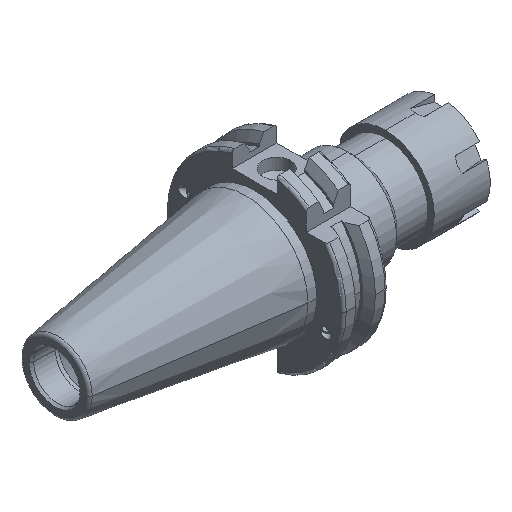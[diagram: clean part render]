
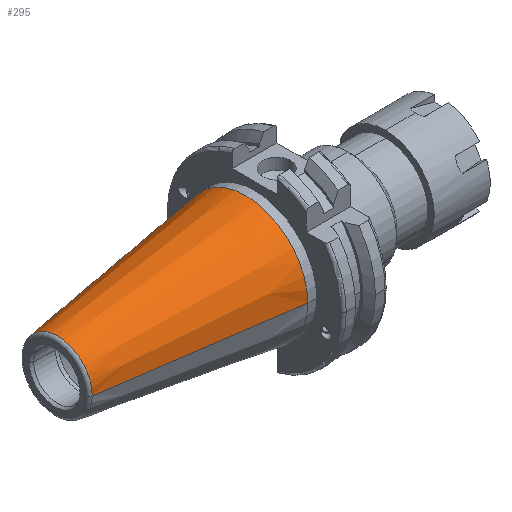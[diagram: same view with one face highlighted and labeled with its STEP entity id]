
A CAD part, isometric view. The second image highlights one B-rep face of the part: STEP entity #295.
In plain terms, the highlighted conical face has half-angle 8.297 degrees and reference radius 22.225 mm.
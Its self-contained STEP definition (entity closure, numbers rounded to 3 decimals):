
#228 = VERTEX_POINT ( 'NONE', #4887 ) ;
#263 = VERTEX_POINT ( 'NONE', #4929 ) ;
#269 = VERTEX_POINT ( 'NONE', #4920 ) ;
#271 = ORIENTED_EDGE ( 'NONE', *, *, #298, .T. ) ;
#276 = ORIENTED_EDGE ( 'NONE', *, *, #277, .T. ) ;
#277 = EDGE_CURVE ( 'NONE', #269, #291, #4966, .T. ) ;
#284 = ORIENTED_EDGE ( 'NONE', *, *, #286, .F. ) ;
#286 = EDGE_CURVE ( 'NONE', #269, #263, #4956, .T. ) ;
#288 = EDGE_LOOP ( 'NONE', ( #284, #276, #271, #382 ) ) ;
#291 = VERTEX_POINT ( 'NONE', #4945 ) ;
#295 = ADVANCED_FACE ( 'NONE', ( #5003 ), #5002, .T. ) ;
#298 = EDGE_CURVE ( 'NONE', #291, #228, #4993, .T. ) ;
#376 = EDGE_CURVE ( 'NONE', #263, #228, #5123, .T. ) ;
#382 = ORIENTED_EDGE ( 'NONE', *, *, #376, .F. ) ;
#4887 = CARTESIAN_POINT ( 'NONE',  ( 9.9, 22.225, 0. ) ) ;
#4920 = CARTESIAN_POINT ( 'NONE',  ( -57.473, -12.4, 0. ) ) ;
#4929 = CARTESIAN_POINT ( 'NONE',  ( -57.473, 12.4, 0. ) ) ;
#4945 = CARTESIAN_POINT ( 'NONE',  ( 9.9, -22.225, 0. ) ) ;
#4952 = DIRECTION ( 'NONE',  ( 0., -1., 0. ) ) ;
#4953 = DIRECTION ( 'NONE',  ( -1., 0., 0. ) ) ;
#4954 = CARTESIAN_POINT ( 'NONE',  ( -57.473, 0., 0. ) ) ;
#4955 = AXIS2_PLACEMENT_3D ( 'NONE', #4954, #4953, #4952 ) ;
#4956 = CIRCLE ( 'NONE', #4955, 12.4 ) ;
#4963 = DIRECTION ( 'NONE',  ( 0.99, -0.144, 0. ) ) ;
#4964 = VECTOR ( 'NONE', #4963, 1000. ) ;
#4965 = CARTESIAN_POINT ( 'NONE',  ( 9.9, -22.225, 0. ) ) ;
#4966 = LINE ( 'NONE', #4965, #4964 ) ;
#4989 = DIRECTION ( 'NONE',  ( 0., -1., 0. ) ) ;
#4990 = DIRECTION ( 'NONE',  ( -1., 0., 0. ) ) ;
#4991 = CARTESIAN_POINT ( 'NONE',  ( 9.9, 0., 0. ) ) ;
#4992 = AXIS2_PLACEMENT_3D ( 'NONE', #4991, #4990, #4989 ) ;
#4993 = CIRCLE ( 'NONE', #4992, 22.225 ) ;
#4998 = DIRECTION ( 'NONE',  ( 0., 1., 0. ) ) ;
#4999 = DIRECTION ( 'NONE',  ( 1., 0., 0. ) ) ;
#5000 = CARTESIAN_POINT ( 'NONE',  ( 9.9, 0., 0. ) ) ;
#5001 = AXIS2_PLACEMENT_3D ( 'NONE', #5000, #4999, #4998 ) ;
#5002 = CONICAL_SURFACE ( 'NONE', #5001, 22.225, 0.145 ) ;
#5003 = FACE_OUTER_BOUND ( 'NONE', #288, .T. ) ;
#5120 = DIRECTION ( 'NONE',  ( 0.99, 0.144, 0. ) ) ;
#5121 = VECTOR ( 'NONE', #5120, 1000. ) ;
#5122 = CARTESIAN_POINT ( 'NONE',  ( 9.9, 22.225, 0. ) ) ;
#5123 = LINE ( 'NONE', #5122, #5121 ) ;
